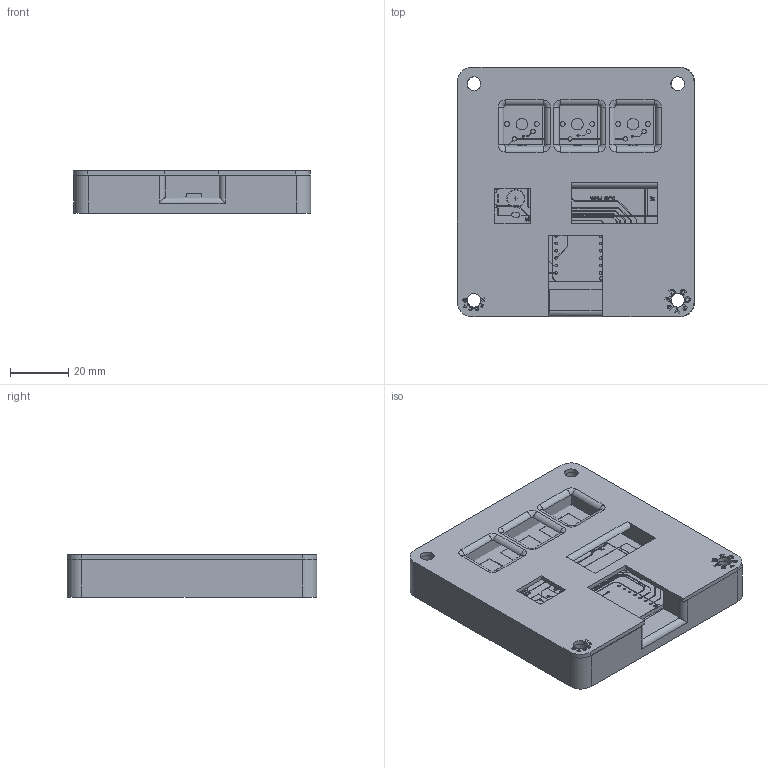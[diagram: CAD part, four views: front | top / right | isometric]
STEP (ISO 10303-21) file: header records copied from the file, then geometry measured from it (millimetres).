
FILE_DESCRIPTION(/* description */ (''),/* implementation_level */ '2;1');
FILE_NAME(/* name */ 'CopyPad_v2.step',/* time_stamp */ '2025-06-12T19:54:42-05:00',/* author */ (''),/* organization */ (''),/* preprocessor_version */ 'ST-DEVELOPER v20.1',/* originating_system */ 'Autodesk Translation Framework v14.10.0.0',/* authorisation */ '');
FILE_SCHEMA (('AUTOMOTIVE_DESIGN { 1 0 10303 214 3 1 1 }'));
Length unit declared in the file: millimetre
Products named in the file (10): CopyPadFull; CopyPad; CopyPad_1; CopyPad 1; CopyPad_copper; CopyPad_via; CopyPad_silkscreen; CopyPad_PCB; LED_SK6812_PLCC4_5.0x5.0mm_P3.2mm; CopyPadTop
Assembly tree (11 placements, depth 4):
  CopyPadFull
    CopyPad
      CopyPad_1
      CopyPad 1
        LED_SK6812_PLCC4_5.0x5.0mm_P3.2mm  x3
        CopyPad_copper
        CopyPad_via
        CopyPad_silkscreen
        CopyPad_PCB
    CopyPadTop
Bounding box: 81.37 x 85.61 x 14.6 mm (x, y, z)
Volume: 59900.7 mm3; surface area: 41962.9 mm2
Topology: 52 solids, 132 shells, 1282 faces, 4762 edges, 3669 vertices
Faces by surface type: plane 803, cylinder 271, bspline 193, torus 12, cone 3
Full cylindrical faces by diameter (mm): 0.25 x15, 0.275 x30, 0.3 x15, 0.889 x14, 1 x9, 1.5 x6, 1.7 x6, 3.333 x3, 4 x3, 4.7 x8, 7 x4
Entity records: 49233 total; most frequent: CARTESIAN_POINT 12229, ORIENTED_EDGE 7220, DIRECTION 6758, EDGE_CURVE 4376, VERTEX_POINT 3421, LINE 3170, VECTOR 3170, AXIS2_PLACEMENT_3D 1794
